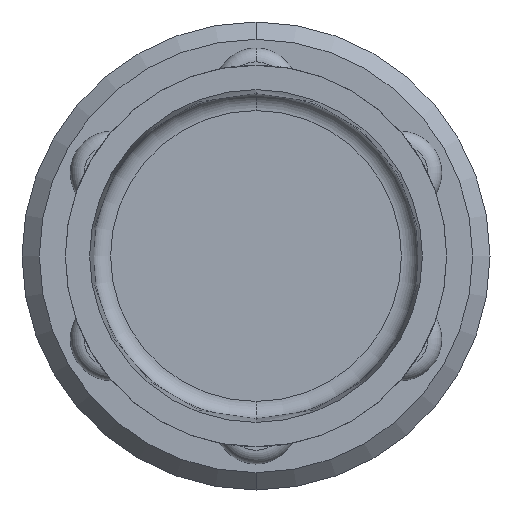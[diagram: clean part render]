
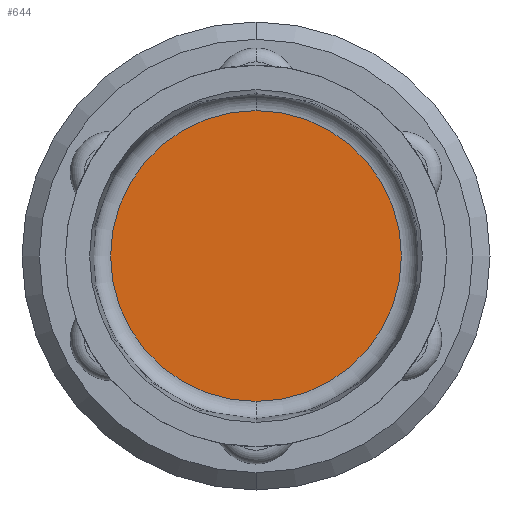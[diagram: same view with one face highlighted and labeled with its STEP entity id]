
A CAD part, front view. The second image highlights one B-rep face of the part: STEP entity #644.
In plain terms, the highlighted planar face has unit normal (0, -1, 0).
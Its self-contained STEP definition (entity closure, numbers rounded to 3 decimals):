
#73 = EDGE_CURVE ( 'NONE', #109, #670, #103, .T. ) ;
#103 = CIRCLE ( 'NONE', #996, 4.195 ) ;
#109 = VERTEX_POINT ( 'NONE', #648 ) ;
#127 = CIRCLE ( 'NONE', #836, 4.195 ) ;
#147 = FACE_OUTER_BOUND ( 'NONE', #530, .T. ) ;
#223 = DIRECTION ( 'NONE',  ( 0., 0., 1. ) ) ;
#224 = DIRECTION ( 'NONE',  ( 0., -1., 0. ) ) ;
#226 = CARTESIAN_POINT ( 'NONE',  ( 0., 0., 0. ) ) ;
#361 = DIRECTION ( 'NONE',  ( 0., 1., 0. ) ) ;
#372 = CARTESIAN_POINT ( 'NONE',  ( 0., 0., 4.195 ) ) ;
#373 = DIRECTION ( 'NONE',  ( 0., 0., 1. ) ) ;
#377 = PLANE ( 'NONE',  #902 ) ;
#378 = CARTESIAN_POINT ( 'NONE',  ( 0., 0., 4.678 ) ) ;
#509 = DIRECTION ( 'NONE',  ( 0., 0., 1. ) ) ;
#530 = EDGE_LOOP ( 'NONE', ( #757, #796 ) ) ;
#549 = DIRECTION ( 'NONE',  ( 0., -1., 0. ) ) ;
#550 = CARTESIAN_POINT ( 'NONE',  ( 0., 0., 0. ) ) ;
#644 = ADVANCED_FACE ( 'NONE', ( #147 ), #377, .F. ) ;
#648 = CARTESIAN_POINT ( 'NONE',  ( 0., 0., -4.195 ) ) ;
#670 = VERTEX_POINT ( 'NONE', #372 ) ;
#757 = ORIENTED_EDGE ( 'NONE', *, *, #1149, .T. ) ;
#796 = ORIENTED_EDGE ( 'NONE', *, *, #73, .T. ) ;
#836 = AXIS2_PLACEMENT_3D ( 'NONE', #226, #224, #223 ) ;
#902 = AXIS2_PLACEMENT_3D ( 'NONE', #378, #361, #373 ) ;
#996 = AXIS2_PLACEMENT_3D ( 'NONE', #550, #549, #509 ) ;
#1149 = EDGE_CURVE ( 'NONE', #670, #109, #127, .T. ) ;
